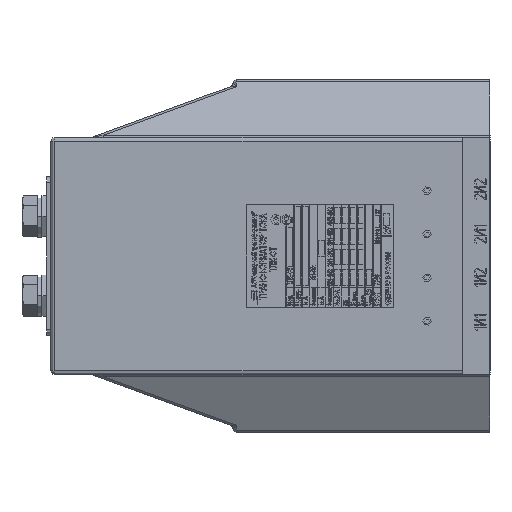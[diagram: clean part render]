
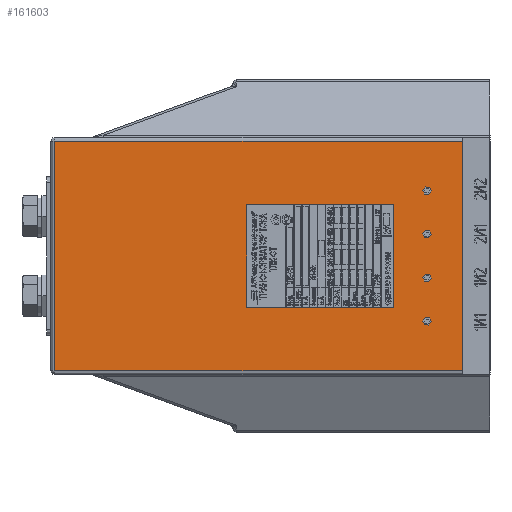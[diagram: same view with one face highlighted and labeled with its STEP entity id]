
A CAD part, left-side view. The second image highlights one B-rep face of the part: STEP entity #161603.
In plain terms, the highlighted planar face has unit normal (-1, 0, 0).
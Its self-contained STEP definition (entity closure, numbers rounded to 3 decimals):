
#215 = EDGE_CURVE ( 'NONE', #181222, #52387, #182273, .T. ) ;
#2432 = CARTESIAN_POINT ( 'NONE',  ( -135., 220., -60. ) ) ;
#6437 = LINE ( 'NONE', #124384, #157182 ) ;
#25271 = CARTESIAN_POINT ( 'NONE',  ( -135., 240., -60. ) ) ;
#30124 = CARTESIAN_POINT ( 'NONE',  ( -135., 220., -58. ) ) ;
#37616 = CARTESIAN_POINT ( 'NONE',  ( -135., 220., 58. ) ) ;
#38029 = EDGE_CURVE ( 'NONE', #67867, #181222, #181828, .T. ) ;
#42241 = VERTEX_POINT ( 'NONE', #149167 ) ;
#46325 = CARTESIAN_POINT ( 'NONE',  ( -135., 14., -58. ) ) ;
#51549 = DIRECTION ( 'NONE',  ( 0., 0., -1. ) ) ;
#52387 = VERTEX_POINT ( 'NONE', #46325 ) ;
#56821 = DIRECTION ( 'NONE',  ( 0., -1., 0. ) ) ;
#61912 = VECTOR ( 'NONE', #112699, 1000. ) ;
#67867 = VERTEX_POINT ( 'NONE', #37616 ) ;
#69478 = PLANE ( 'NONE',  #155857 ) ;
#80648 = EDGE_CURVE ( 'NONE', #42241, #52387, #6437, .T. ) ;
#83186 = ORIENTED_EDGE ( 'NONE', *, *, #38029, .T. ) ;
#84172 = DIRECTION ( 'NONE',  ( 0., 0., -1. ) ) ;
#106713 = EDGE_LOOP ( 'NONE', ( #83186, #111515, #159184, #163546 ) ) ;
#111515 = ORIENTED_EDGE ( 'NONE', *, *, #215, .T. ) ;
#112699 = DIRECTION ( 'NONE',  ( 0., 1., 0. ) ) ;
#124384 = CARTESIAN_POINT ( 'NONE',  ( -135., 14., 58. ) ) ;
#130204 = CARTESIAN_POINT ( 'NONE',  ( -135., 240., -58. ) ) ;
#143237 = VECTOR ( 'NONE', #164538, 1000. ) ;
#143678 = VECTOR ( 'NONE', #56821, 1000. ) ;
#144094 = LINE ( 'NONE', #169811, #61912 ) ;
#144526 = EDGE_CURVE ( 'NONE', #42241, #67867, #144094, .T. ) ;
#149167 = CARTESIAN_POINT ( 'NONE',  ( -135., 14., 58. ) ) ;
#155857 = AXIS2_PLACEMENT_3D ( 'NONE', #25271, #171349, #84172 ) ;
#157182 = VECTOR ( 'NONE', #51549, 1000. ) ;
#159184 = ORIENTED_EDGE ( 'NONE', *, *, #80648, .F. ) ;
#161603 = ADVANCED_FACE ( 'NONE', ( #172344 ), #69478, .F. ) ;
#163546 = ORIENTED_EDGE ( 'NONE', *, *, #144526, .T. ) ;
#164538 = DIRECTION ( 'NONE',  ( 0., 0., -1. ) ) ;
#169811 = CARTESIAN_POINT ( 'NONE',  ( -135., 240., 58. ) ) ;
#171349 = DIRECTION ( 'NONE',  ( 1., 0., 0. ) ) ;
#172344 = FACE_OUTER_BOUND ( 'NONE', #106713, .T. ) ;
#181222 = VERTEX_POINT ( 'NONE', #30124 ) ;
#181828 = LINE ( 'NONE', #2432, #143237 ) ;
#182273 = LINE ( 'NONE', #130204, #143678 ) ;
